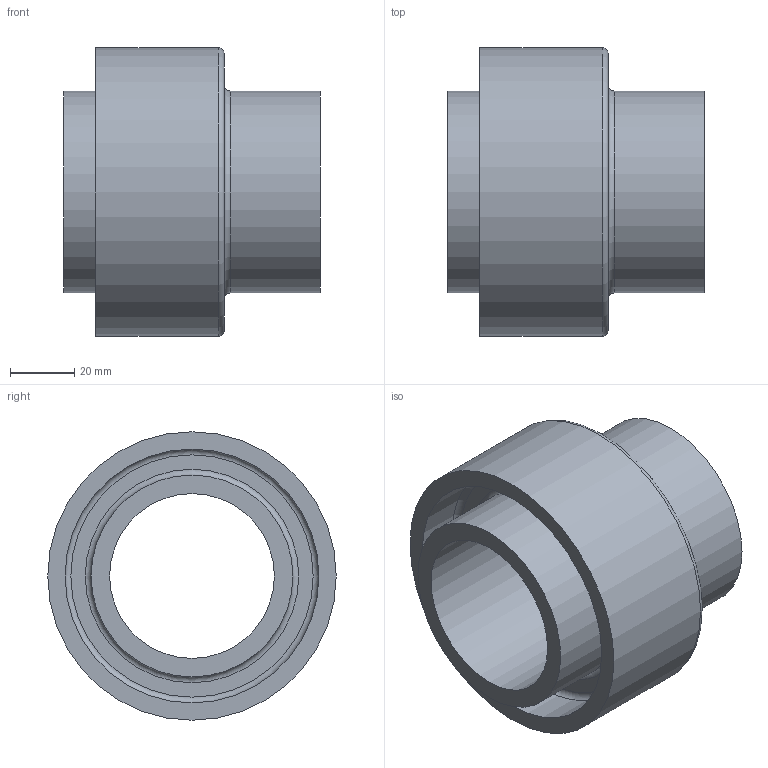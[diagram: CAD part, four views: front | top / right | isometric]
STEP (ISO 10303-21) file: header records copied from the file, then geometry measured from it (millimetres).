
FILE_DESCRIPTION( ( 'STEP AP214' ), '1' );
FILE_NAME( 'AGRU_70197906371_Poly-Flo Dog Bone_with transition to single tube_PE 100-RC black_90_63 SDR17_11 (architecture400).stp', '2022-01-20T14:18:12', ( 'License CC BY-ND 4.0' ), ( 'CADENAS' ), ' ', 'PARTsolutions', ' ' );
FILE_SCHEMA( ( 'AUTOMOTIVE_DESIGN { 1 0 10303 214 1 1 1 1 }' ) );
Length unit declared in the file: millimetre
Products named in the file (1): _AGRU_70197906371_Poly-Flo Dog Bone_with transition to single tube_PE 100-RC black_90/63  SDR17/11 (architecture400)
Bounding box: 80 x 90 x 90 mm (x, y, z)
Volume: 186290 mm3; surface area: 46695.3 mm2
Topology: 1 solids, 1 shells, 14 faces, 23 edges, 14 vertices
Faces by surface type: cylinder 5, plane 5, torus 4
Full cylindrical faces by diameter (mm): 51.4 x1, 63 x2, 79.2 x1, 90 x1
Entity records: 416 total; most frequent: DIRECTION 58, CARTESIAN_POINT 43, AXIS2_PLACEMENT_3D 29, EDGE_LOOP 28, ORIENTED_EDGE 28, FACE_OUTER_BOUND 23, STYLED_ITEM 14, PRESENTATION_STYLE_ASSIGNMENT 14
